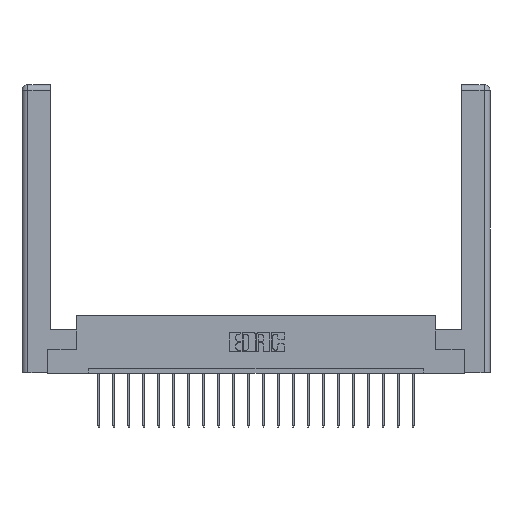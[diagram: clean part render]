
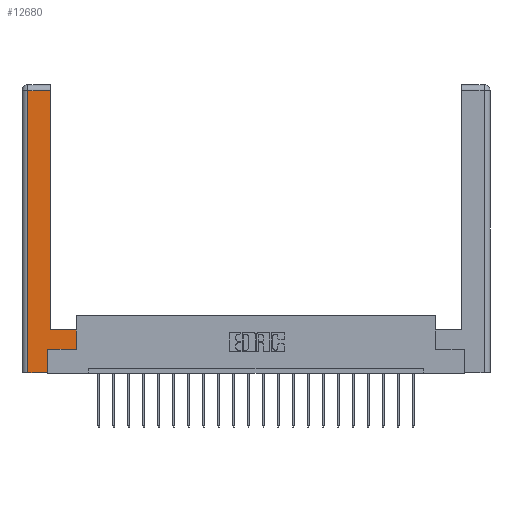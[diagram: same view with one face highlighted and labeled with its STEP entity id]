
A CAD part, top view. The second image highlights one B-rep face of the part: STEP entity #12680.
In plain terms, the highlighted planar face has unit normal (0, 0, 1).
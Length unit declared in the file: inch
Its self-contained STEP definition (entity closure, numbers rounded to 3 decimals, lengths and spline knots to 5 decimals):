
#163 = CARTESIAN_POINT ( 'NONE',  ( 0.565, 0.245, 0. ) ) ;
#339 = DIRECTION ( 'NONE',  ( 0., 1., 0. ) ) ;
#471 = VERTEX_POINT ( 'NONE', #16481 ) ;
#1277 = DIRECTION ( 'NONE',  ( 0., 0., -1. ) ) ;
#1504 = ORIENTED_EDGE ( 'NONE', *, *, #5538, .T. ) ;
#1816 = VERTEX_POINT ( 'NONE', #163 ) ;
#2406 = EDGE_CURVE ( 'NONE', #471, #9873, #6155, .T. ) ;
#2904 = CARTESIAN_POINT ( 'NONE',  ( 0., 0., 0. ) ) ;
#2998 = DIRECTION ( 'NONE',  ( 0., 1., 0. ) ) ;
#3098 = CARTESIAN_POINT ( 'NONE',  ( 0.565, 0.45, 0. ) ) ;
#3262 = DIRECTION ( 'NONE',  ( 0., -1., 0. ) ) ;
#3481 = CARTESIAN_POINT ( 'NONE',  ( 0.295, 2.94, 0. ) ) ;
#3648 = CARTESIAN_POINT ( 'NONE',  ( 0.0615, 0., 0. ) ) ;
#3777 = EDGE_CURVE ( 'NONE', #6451, #9858, #6862, .T. ) ;
#4340 = CARTESIAN_POINT ( 'NONE',  ( 0.265, 0., 0. ) ) ;
#4415 = EDGE_CURVE ( 'NONE', #4508, #1816, #19859, .T. ) ;
#4508 = VERTEX_POINT ( 'NONE', #6188 ) ;
#4566 = VECTOR ( 'NONE', #10112, 39.37008 ) ;
#4699 = ORIENTED_EDGE ( 'NONE', *, *, #2406, .T. ) ;
#4861 = CARTESIAN_POINT ( 'NONE',  ( 0.0615, 0., 0. ) ) ;
#4925 = DIRECTION ( 'NONE',  ( -1., 0., 0. ) ) ;
#4989 = ORIENTED_EDGE ( 'NONE', *, *, #13635, .T. ) ;
#5099 = DIRECTION ( 'NONE',  ( 1., 0., 0. ) ) ;
#5444 = DIRECTION ( 'NONE',  ( 1., 0., 0. ) ) ;
#5538 = EDGE_CURVE ( 'NONE', #14301, #4508, #8331, .T. ) ;
#5638 = EDGE_CURVE ( 'NONE', #9858, #14301, #7266, .T. ) ;
#6155 = LINE ( 'NONE', #13178, #4566 ) ;
#6188 = CARTESIAN_POINT ( 'NONE',  ( 0.265, 0.245, 0. ) ) ;
#6451 = VERTEX_POINT ( 'NONE', #11521 ) ;
#6862 = LINE ( 'NONE', #4861, #19634 ) ;
#7019 = VECTOR ( 'NONE', #339, 39.37008 ) ;
#7116 = ORIENTED_EDGE ( 'NONE', *, *, #19253, .T. ) ;
#7156 = LINE ( 'NONE', #21392, #13644 ) ;
#7266 = LINE ( 'NONE', #4340, #13227 ) ;
#8331 = LINE ( 'NONE', #16948, #7019 ) ;
#8737 = LINE ( 'NONE', #21281, #14679 ) ;
#9616 = PLANE ( 'NONE',  #11302 ) ;
#9858 = VERTEX_POINT ( 'NONE', #3648 ) ;
#9873 = VERTEX_POINT ( 'NONE', #11796 ) ;
#10112 = DIRECTION ( 'NONE',  ( -1., 0., 0. ) ) ;
#10311 = VERTEX_POINT ( 'NONE', #3481 ) ;
#10831 = EDGE_LOOP ( 'NONE', ( #17562, #4989, #14982, #17406, #1504, #12674, #7116, #4699 ) ) ;
#11299 = VECTOR ( 'NONE', #14725, 39.37008 ) ;
#11302 = AXIS2_PLACEMENT_3D ( 'NONE', #2904, #1277, #16225 ) ;
#11521 = CARTESIAN_POINT ( 'NONE',  ( 0.0615, 2.94, 0. ) ) ;
#11796 = CARTESIAN_POINT ( 'NONE',  ( 0.295, 0.45, 0. ) ) ;
#12674 = ORIENTED_EDGE ( 'NONE', *, *, #4415, .T. ) ;
#12680 = ADVANCED_FACE ( 'NONE', ( #18375 ), #9616, .F. ) ;
#13044 = EDGE_CURVE ( 'NONE', #9873, #10311, #8737, .T. ) ;
#13178 = CARTESIAN_POINT ( 'NONE',  ( 0.295, 0.45, 0. ) ) ;
#13227 = VECTOR ( 'NONE', #5444, 39.37008 ) ;
#13346 = CARTESIAN_POINT ( 'NONE',  ( 0.565, 0.245, 0. ) ) ;
#13635 = EDGE_CURVE ( 'NONE', #10311, #6451, #7156, .T. ) ;
#13644 = VECTOR ( 'NONE', #4925, 39.37008 ) ;
#14301 = VERTEX_POINT ( 'NONE', #19680 ) ;
#14679 = VECTOR ( 'NONE', #2998, 39.37008 ) ;
#14725 = DIRECTION ( 'NONE',  ( 0., 1., 0. ) ) ;
#14982 = ORIENTED_EDGE ( 'NONE', *, *, #3777, .T. ) ;
#16225 = DIRECTION ( 'NONE',  ( -1., 0., 0. ) ) ;
#16481 = CARTESIAN_POINT ( 'NONE',  ( 0.565, 0.45, 0. ) ) ;
#16948 = CARTESIAN_POINT ( 'NONE',  ( 0.265, 0.245, 0. ) ) ;
#17406 = ORIENTED_EDGE ( 'NONE', *, *, #5638, .T. ) ;
#17562 = ORIENTED_EDGE ( 'NONE', *, *, #13044, .T. ) ;
#18375 = FACE_OUTER_BOUND ( 'NONE', #10831, .T. ) ;
#19253 = EDGE_CURVE ( 'NONE', #1816, #471, #20700, .T. ) ;
#19634 = VECTOR ( 'NONE', #3262, 39.37008 ) ;
#19680 = CARTESIAN_POINT ( 'NONE',  ( 0.265, 0., 0. ) ) ;
#19859 = LINE ( 'NONE', #13346, #20895 ) ;
#20700 = LINE ( 'NONE', #3098, #11299 ) ;
#20895 = VECTOR ( 'NONE', #5099, 39.37008 ) ;
#21281 = CARTESIAN_POINT ( 'NONE',  ( 0.295, 3., 0. ) ) ;
#21392 = CARTESIAN_POINT ( 'NONE',  ( 0.0615, 2.94, 0. ) ) ;
